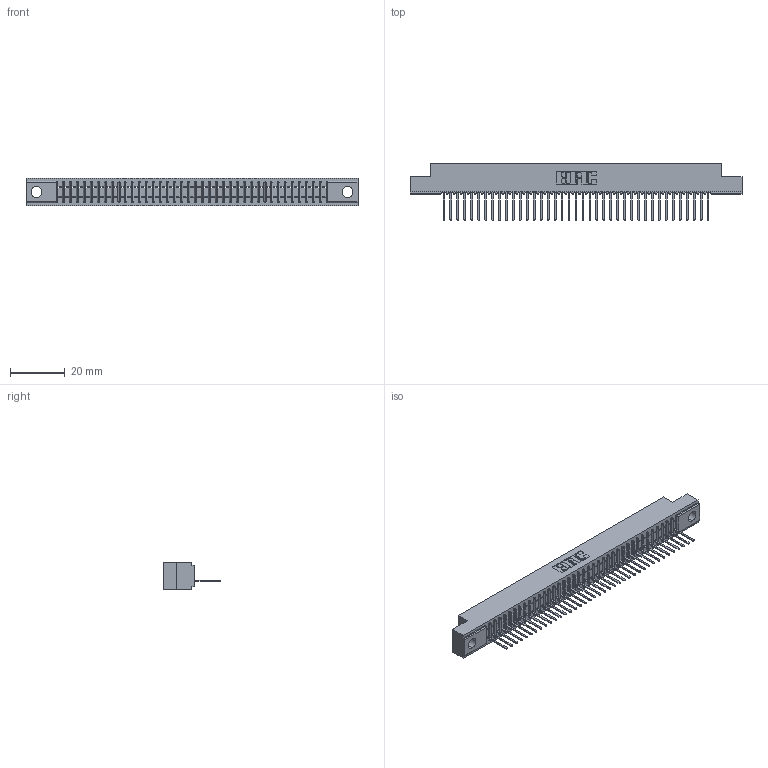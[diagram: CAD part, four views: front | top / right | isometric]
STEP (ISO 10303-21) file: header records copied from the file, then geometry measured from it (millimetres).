
FILE_DESCRIPTION (( 'STEP AP203' ), '1' );
FILE_NAME ('341-039-522-104.STEP', '2018-08-06T23:59:55', ( '' ), ( '' ), 'SwSTEP 2.0', 'SolidWorks 2016', '' );
FILE_SCHEMA (( 'CONFIG_CONTROL_DESIGN' ));
Length unit declared in the file: inch
Products named in the file (3): 341-292-001_341-292-122; 341-039-522-104; 341 Part_.156 (3.96) Dia Mounting Holes
Assembly tree (40 placements, depth 2):
  341-039-522-104
    341 Part_.156 (3.96) Dia Mounting Holes
    341-292-001_341-292-122  x39
Bounding box: 121.28 x 20.62 x 10.16 mm (x, y, z)
Volume: 8622 mm3; surface area: 13504.2 mm2
Topology: 40 solids, 40 shells, 3328 faces, 9595 edges, 6158 vertices
Faces by surface type: plane 2071, cylinder 1101, sphere 80, torus 76
Entity records: 46768 total; most frequent: CARTESIAN_POINT 7948, ORIENTED_EDGE 7934, DIRECTION 7667, EDGE_CURVE 3967, VECTOR 3209, LINE 3209, VERTEX_POINT 2510, AXIS2_PLACEMENT_3D 2229
